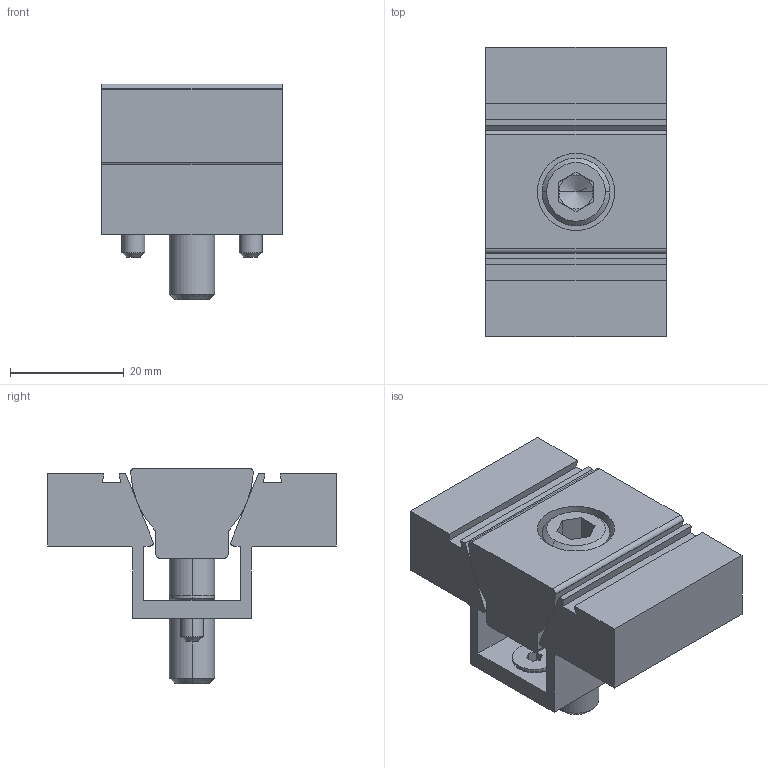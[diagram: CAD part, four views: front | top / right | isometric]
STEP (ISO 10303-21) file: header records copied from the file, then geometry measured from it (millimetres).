
FILE_DESCRIPTION (( 'STEP AP203' ), '1' );
FILE_NAME ('mbdes08.STEP', '2019-12-04T04:51:30', ( '' ), ( '' ), 'SwSTEP 2.0', 'SolidWorks 2018', '' );
FILE_SCHEMA (( 'CONFIG_CONTROL_DESIGN' ));
Length unit declared in the file: millimetre
Products named in the file (6): mbdes08_01; mbdes08_02; mbdes08_03; mbdes08; mbdes08_05; mbdes08_04
Assembly tree (5 placements, depth 2):
  mbdes08
    mbdes08_01
    mbdes08_02
    mbdes08_03
    mbdes08_04
    mbdes08_05
Bounding box: 31.75 x 50.8 x 37.94 mm (x, y, z)
Volume: 25223.2 mm3; surface area: 12269.3 mm2
Topology: 5 solids, 5 shells, 120 faces, 290 edges, 183 vertices
Faces by surface type: plane 66, cylinder 36, cone 18
Entity records: 4114 total; most frequent: DIRECTION 634, CARTESIAN_POINT 599, ORIENTED_EDGE 576, EDGE_CURVE 288, AXIS2_PLACEMENT_3D 218, VECTOR 198, LINE 198, VERTEX_POINT 183
